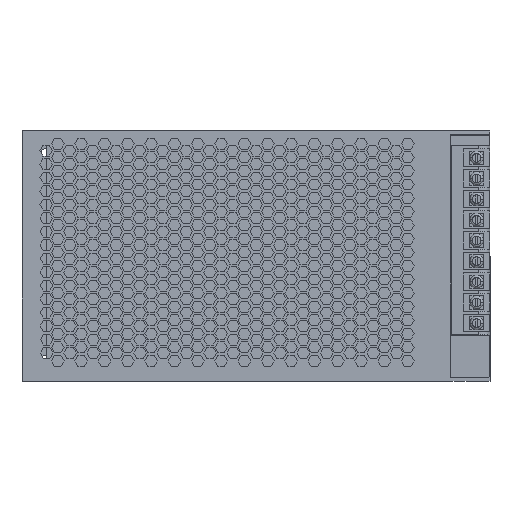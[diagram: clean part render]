
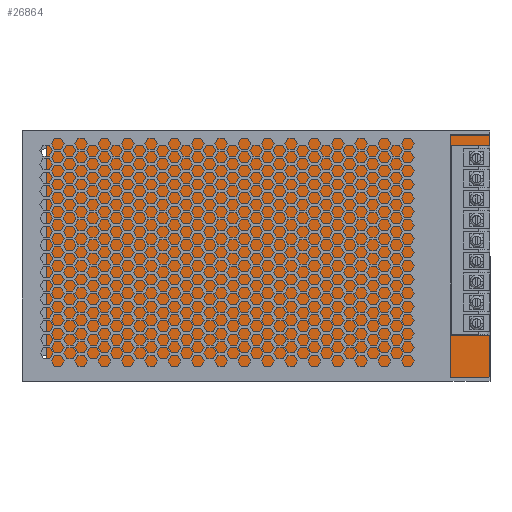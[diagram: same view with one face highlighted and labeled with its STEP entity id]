
A CAD part, top view. The second image highlights one B-rep face of the part: STEP entity #26864.
In plain terms, the highlighted planar face has unit normal (0, 0, 1).
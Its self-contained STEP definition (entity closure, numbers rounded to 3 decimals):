
#1026 = LINE ( 'NONE', #37316, #69700 ) ;
#3164 = DIRECTION ( 'NONE',  ( -1., 0., 0. ) ) ;
#4240 = DIRECTION ( 'NONE',  ( 0., -1., 0. ) ) ;
#5091 = DIRECTION ( 'NONE',  ( 1., 0., 0. ) ) ;
#6198 = EDGE_CURVE ( 'NONE', #51086, #29245, #18218, .T. ) ;
#12173 = CARTESIAN_POINT ( 'NONE',  ( 107.49, 55.6, 6.3 ) ) ;
#14024 = CARTESIAN_POINT ( 'NONE',  ( 89.59, -36.3, 6.3 ) ) ;
#16712 = CARTESIAN_POINT ( 'NONE',  ( 107.39, -36.3, 6.3 ) ) ;
#17889 = VERTEX_POINT ( 'NONE', #113326 ) ;
#18218 = LINE ( 'NONE', #55083, #112244 ) ;
#20508 = EDGE_LOOP ( 'NONE', ( #90973, #25382, #114092, #21093 ) ) ;
#21093 = ORIENTED_EDGE ( 'NONE', *, *, #6198, .T. ) ;
#25365 = CARTESIAN_POINT ( 'NONE',  ( 0., 0., 6.3 ) ) ;
#25382 = ORIENTED_EDGE ( 'NONE', *, *, #37819, .T. ) ;
#26864 = ADVANCED_FACE ( 'NONE', ( #116323, #34876 ), #68814, .T. ) ;
#28845 = LINE ( 'NONE', #12173, #34734 ) ;
#29245 = VERTEX_POINT ( 'NONE', #97517 ) ;
#31375 = VECTOR ( 'NONE', #5091, 1000. ) ;
#32785 = ORIENTED_EDGE ( 'NONE', *, *, #49495, .F. ) ;
#33025 = LINE ( 'NONE', #69301, #72775 ) ;
#34678 = EDGE_LOOP ( 'NONE', ( #42030, #32785, #52418, #107966 ) ) ;
#34734 = VECTOR ( 'NONE', #75223, 1000. ) ;
#34876 = FACE_BOUND ( 'NONE', #34678, .T. ) ;
#35905 = LINE ( 'NONE', #72173, #114057 ) ;
#36182 = VERTEX_POINT ( 'NONE', #76287 ) ;
#37316 = CARTESIAN_POINT ( 'NONE',  ( 107.39, -36.3, 6.3 ) ) ;
#37819 = EDGE_CURVE ( 'NONE', #17889, #99717, #33025, .T. ) ;
#41766 = EDGE_CURVE ( 'NONE', #99717, #51086, #28845, .T. ) ;
#42030 = ORIENTED_EDGE ( 'NONE', *, *, #75122, .F. ) ;
#45994 = DIRECTION ( 'NONE',  ( -1., 0., 0. ) ) ;
#48630 = EDGE_CURVE ( 'NONE', #115523, #36182, #1026, .T. ) ;
#49495 = EDGE_CURVE ( 'NONE', #63915, #115115, #104048, .T. ) ;
#51086 = VERTEX_POINT ( 'NONE', #96185 ) ;
#52418 = ORIENTED_EDGE ( 'NONE', *, *, #116403, .F. ) ;
#55083 = CARTESIAN_POINT ( 'NONE',  ( -96.137, 55.6, 6.3 ) ) ;
#56087 = AXIS2_PLACEMENT_3D ( 'NONE', #25365, #60482, #71146 ) ;
#60482 = DIRECTION ( 'NONE',  ( 0., 0., 1. ) ) ;
#63915 = VERTEX_POINT ( 'NONE', #104570 ) ;
#68814 = PLANE ( 'NONE',  #56087 ) ;
#69301 = CARTESIAN_POINT ( 'NONE',  ( -96.137, -55.6, 6.3 ) ) ;
#69700 = VECTOR ( 'NONE', #73591, 1000. ) ;
#71146 = DIRECTION ( 'NONE',  ( 1., 0., 0. ) ) ;
#72173 = CARTESIAN_POINT ( 'NONE',  ( 89.59, 50.6, 6.3 ) ) ;
#72775 = VECTOR ( 'NONE', #105560, 1000. ) ;
#73591 = DIRECTION ( 'NONE',  ( 0., 1., 0. ) ) ;
#75122 = EDGE_CURVE ( 'NONE', #115115, #115523, #105577, .T. ) ;
#75223 = DIRECTION ( 'NONE',  ( 0., 1., 0. ) ) ;
#76287 = CARTESIAN_POINT ( 'NONE',  ( 107.39, 50.6, 6.3 ) ) ;
#77166 = EDGE_CURVE ( 'NONE', #29245, #17889, #114815, .T. ) ;
#86215 = CARTESIAN_POINT ( 'NONE',  ( 89.59, -36.3, 6.3 ) ) ;
#90973 = ORIENTED_EDGE ( 'NONE', *, *, #77166, .T. ) ;
#95135 = DIRECTION ( 'NONE',  ( 0., -1., 0. ) ) ;
#96185 = CARTESIAN_POINT ( 'NONE',  ( 107.49, 55.6, 6.3 ) ) ;
#97517 = CARTESIAN_POINT ( 'NONE',  ( -96.137, 55.6, 6.3 ) ) ;
#97897 = VECTOR ( 'NONE', #4240, 1000. ) ;
#99717 = VERTEX_POINT ( 'NONE', #100617 ) ;
#100617 = CARTESIAN_POINT ( 'NONE',  ( 107.49, -55.6, 6.3 ) ) ;
#104048 = LINE ( 'NONE', #86215, #117379 ) ;
#104570 = CARTESIAN_POINT ( 'NONE',  ( 89.59, 50.6, 6.3 ) ) ;
#105560 = DIRECTION ( 'NONE',  ( 1., 0., 0. ) ) ;
#105577 = LINE ( 'NONE', #14024, #31375 ) ;
#107966 = ORIENTED_EDGE ( 'NONE', *, *, #48630, .F. ) ;
#112244 = VECTOR ( 'NONE', #3164, 1000. ) ;
#112466 = CARTESIAN_POINT ( 'NONE',  ( -96.137, 55.6, 6.3 ) ) ;
#113326 = CARTESIAN_POINT ( 'NONE',  ( -96.137, -55.6, 6.3 ) ) ;
#114057 = VECTOR ( 'NONE', #45994, 1000. ) ;
#114092 = ORIENTED_EDGE ( 'NONE', *, *, #41766, .T. ) ;
#114815 = LINE ( 'NONE', #112466, #97897 ) ;
#115115 = VERTEX_POINT ( 'NONE', #117328 ) ;
#115523 = VERTEX_POINT ( 'NONE', #16712 ) ;
#116323 = FACE_OUTER_BOUND ( 'NONE', #20508, .T. ) ;
#116403 = EDGE_CURVE ( 'NONE', #36182, #63915, #35905, .T. ) ;
#117328 = CARTESIAN_POINT ( 'NONE',  ( 89.59, -36.3, 6.3 ) ) ;
#117379 = VECTOR ( 'NONE', #95135, 1000. ) ;
